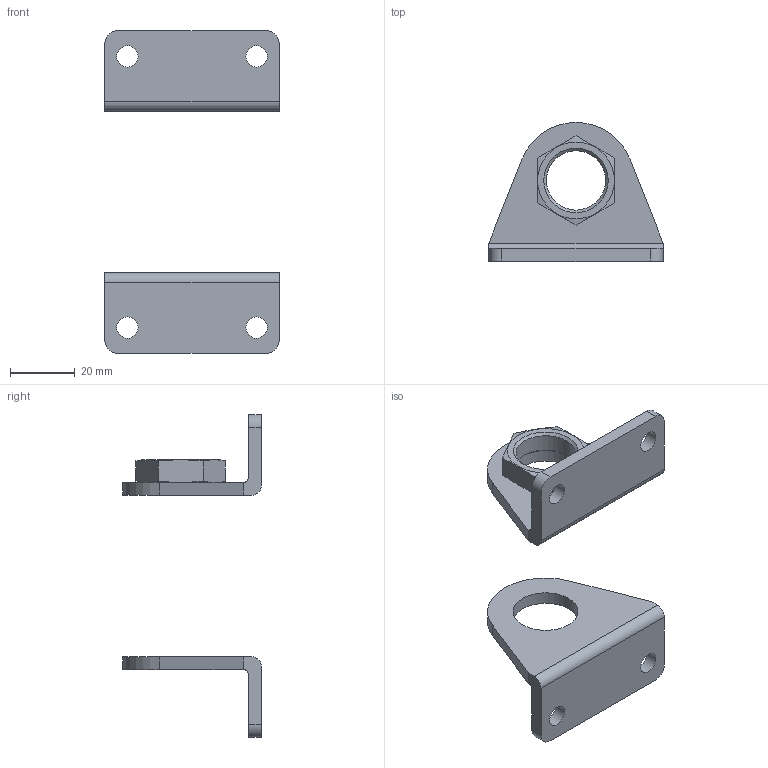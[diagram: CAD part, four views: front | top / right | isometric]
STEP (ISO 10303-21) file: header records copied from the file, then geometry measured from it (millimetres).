
FILE_DESCRIPTION(/* description */ ('STEP AP214'),/* implementation_level */ '2;1');
FILE_NAME(/* name */ '5407847_HBN-S-20_25X2',/* time_stamp */ '2024-08-21T09:06:46+02:00',/* author */ ('License CC BY-ND 4.0'),/* organization */ ('CADENAS'),/* preprocessor_version */ 'ST-DEVELOPER v19.3',/* originating_system */ 'PARTsolutions',/* authorisation */ ' ');
FILE_SCHEMA (('FEATURE_BASED_PROCESS_PLANNING','AUTOMOTIVE_DESIGN {1 0 10303 214 3 1 1}'));
Length unit declared in the file: millimetre
Products named in the file (3): 5407847 HBN-S-20/25X2---(50); 5407847 HBN-S-20/25X2---(1); 217687 Flachmutter M20x1.5-7-24
Assembly tree (3 placements, depth 2):
  5407847 HBN-S-20/25X2---(50)
    5407847 HBN-S-20/25X2---(1)  x2
    217687 Flachmutter M20x1.5-7-24
Bounding box: 54 x 43 x 100 mm (x, y, z)
Volume: 21099.5 mm3; surface area: 13451.8 mm2
Topology: 3 solids, 3 shells, 47 faces, 117 edges, 76 vertices
Faces by surface type: plane 26, cylinder 17, cone 4
Full cylindrical faces by diameter (mm): 6.6 x4, 18.376 x1, 20.1 x2
Entity records: 953 total; most frequent: CARTESIAN_POINT 192, DIRECTION 142, ORIENTED_EDGE 128, EDGE_CURVE 64, AXIS2_PLACEMENT_3D 56, VERTEX_POINT 46, EDGE_LOOP 46, FACE_BOUND 46
